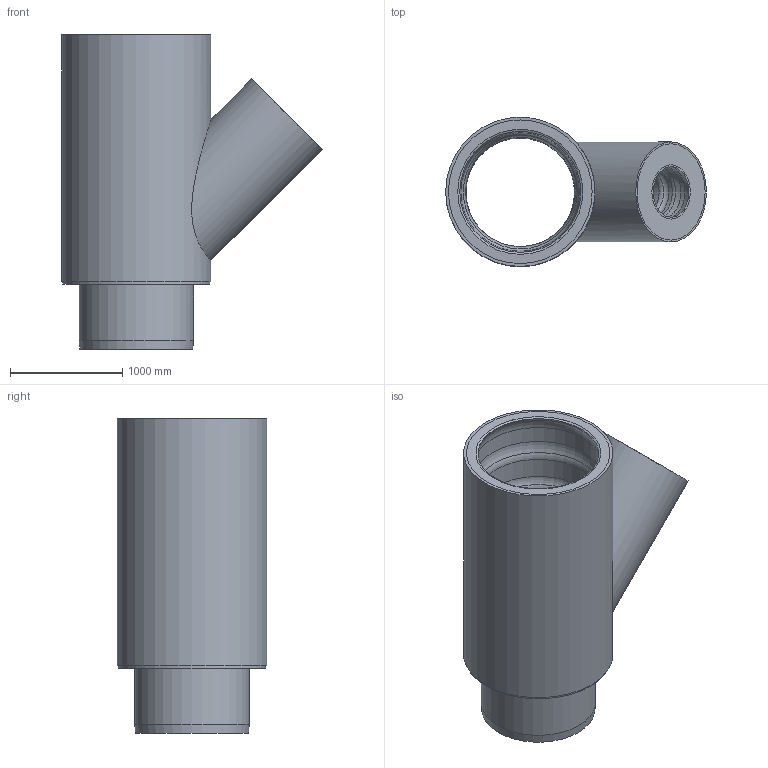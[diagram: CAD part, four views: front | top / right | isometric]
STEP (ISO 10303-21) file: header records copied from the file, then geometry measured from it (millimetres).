
FILE_DESCRIPTION(/* description */ (''),/* implementation_level */ '2;1');
FILE_NAME(/* name */ '58025.DA0X_3D.stp',/* time_stamp */ '2024-12-12T09:48:13+01:00',/* author */ ('CAD'),/* organization */ (''),/* preprocessor_version */ 'ST-DEVELOPER v20',/* originating_system */ 'AutoCAD Mechanical',/* authorisation */ '');
FILE_SCHEMA (('AUTOMOTIVE_DESIGN { 1 0 10303 214 3 1 1 }'));
Length unit declared in the file: centimetre
Products named in the file (3): Product; *S0; *S1
Assembly tree (2 placements, depth 2):
  Product
    *S0
    *S1
Bounding box: 2323.17 x 1330 x 2799.97 mm (x, y, z)
Volume: 1760729470.9 mm3; surface area: 68256007.4 mm2
Topology: 8 solids, 8 shells, 101 faces, 240 edges, 156 vertices
Faces by surface type: cylinder 36, torus 26, plane 18, cone 14, bspline 7
Full cylindrical faces by diameter (mm): 390 x2, 420 x2, 450 x1, 480 x2, 858 x4, 890 x1, 980 x1, 1020 x3, 1060 x1, 1090 x2, 1100 x2, 1114.2 x1, 1140 x1, 1180 x3, 1210 x2, 1280 x4, 1310 x1, 1330 x1
Entity records: 4261 total; most frequent: CARTESIAN_POINT 1714, DIRECTION 583, ORIENTED_EDGE 480, AXIS2_PLACEMENT_3D 266, EDGE_CURVE 240, CIRCLE 167, VERTEX_POINT 156, EDGE_LOOP 124
